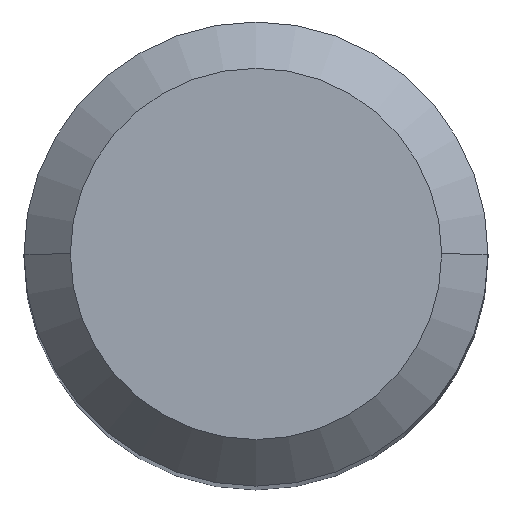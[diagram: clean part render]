
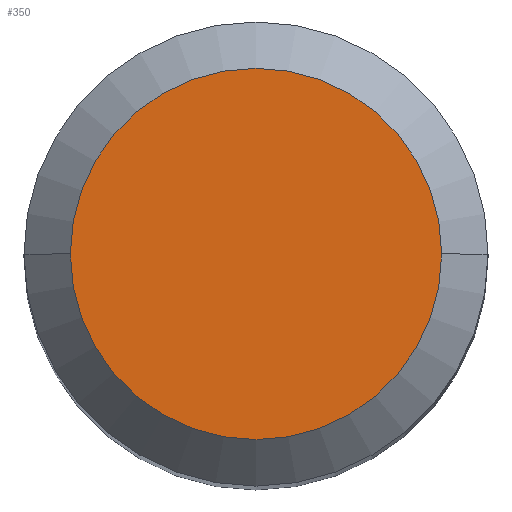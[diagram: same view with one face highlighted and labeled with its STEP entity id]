
A CAD part, top view. The second image highlights one B-rep face of the part: STEP entity #350.
In plain terms, the highlighted planar face has unit normal (0, 0, 1).
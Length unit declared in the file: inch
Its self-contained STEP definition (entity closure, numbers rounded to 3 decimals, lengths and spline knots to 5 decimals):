
#39 = EDGE_CURVE ( 'NONE', #58, #49, #92, .T. ) ;
#46 = AXIS2_PLACEMENT_3D ( 'NONE', #127, #72, #438 ) ;
#49 = VERTEX_POINT ( 'NONE', #367 ) ;
#58 = VERTEX_POINT ( 'NONE', #319 ) ;
#61 = CIRCLE ( 'NONE', #86, 0.15748 ) ;
#72 = DIRECTION ( 'NONE',  ( 0., 0., -1. ) ) ;
#86 = AXIS2_PLACEMENT_3D ( 'NONE', #202, #156, #315 ) ;
#92 = CIRCLE ( 'NONE', #298, 0.15748 ) ;
#127 = CARTESIAN_POINT ( 'NONE',  ( 0., 0., 0. ) ) ;
#156 = DIRECTION ( 'NONE',  ( 0., 0., 1. ) ) ;
#158 = PLANE ( 'NONE',  #46 ) ;
#160 = DIRECTION ( 'NONE',  ( 0., 0., 1. ) ) ;
#162 = DIRECTION ( 'NONE',  ( 1., 0., 0. ) ) ;
#202 = CARTESIAN_POINT ( 'NONE',  ( 0., 0., 0. ) ) ;
#274 = FACE_OUTER_BOUND ( 'NONE', #346, .T. ) ;
#298 = AXIS2_PLACEMENT_3D ( 'NONE', #363, #160, #162 ) ;
#304 = ORIENTED_EDGE ( 'NONE', *, *, #39, .T. ) ;
#315 = DIRECTION ( 'NONE',  ( 1., 0., 0. ) ) ;
#319 = CARTESIAN_POINT ( 'NONE',  ( -0.15748, 0., 0. ) ) ;
#346 = EDGE_LOOP ( 'NONE', ( #304, #473 ) ) ;
#350 = ADVANCED_FACE ( 'NONE', ( #274 ), #158, .F. ) ;
#363 = CARTESIAN_POINT ( 'NONE',  ( 0., 0., 0. ) ) ;
#367 = CARTESIAN_POINT ( 'NONE',  ( 0.15748, 0., 0. ) ) ;
#388 = EDGE_CURVE ( 'NONE', #49, #58, #61, .T. ) ;
#438 = DIRECTION ( 'NONE',  ( -1., 0., 0. ) ) ;
#473 = ORIENTED_EDGE ( 'NONE', *, *, #388, .T. ) ;
